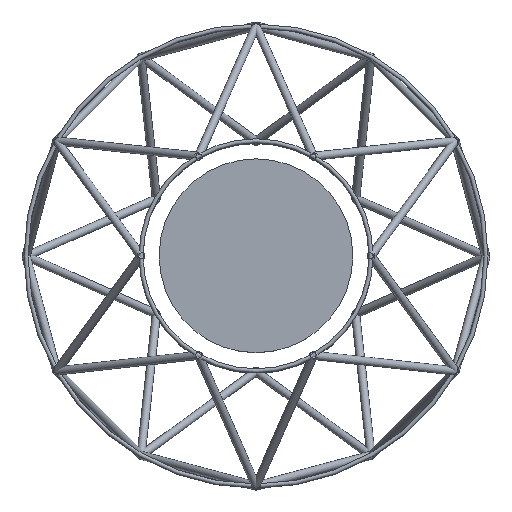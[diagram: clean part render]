
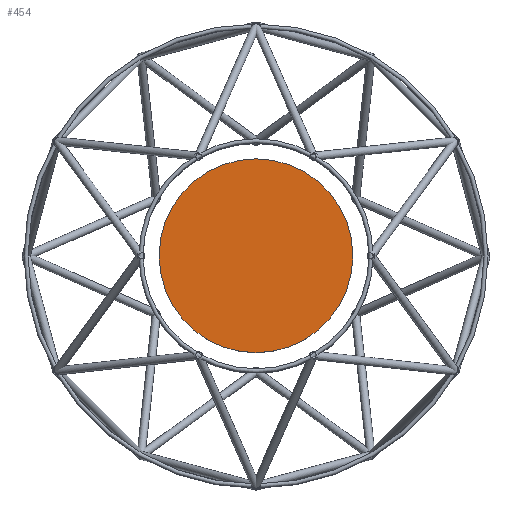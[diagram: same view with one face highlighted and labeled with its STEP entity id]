
A CAD part, top view. The second image highlights one B-rep face of the part: STEP entity #454.
In plain terms, the highlighted planar face has unit normal (0, 0, 1).
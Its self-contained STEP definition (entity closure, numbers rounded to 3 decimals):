
#265=PLANE('',#1292);
#339=FACE_OUTER_BOUND('',#720,.T.);
#454=ADVANCED_FACE('',(#339),#265,.F.);
#720=EDGE_LOOP('',(#870));
#870=ORIENTED_EDGE('',*,*,#1025,.F.);
#950=VERTEX_POINT('',#1942);
#1025=EDGE_CURVE('',#950,#950,#1100,.T.);
#1100=CIRCLE('',#1288,11.8);
#1288=AXIS2_PLACEMENT_3D('',#1941,#1666,#1667);
#1292=AXIS2_PLACEMENT_3D('',#1947,#1674,#1675);
#1666=DIRECTION('',(0.,0.,-1.));
#1667=DIRECTION('',(-1.,0.,0.));
#1674=DIRECTION('',(0.,0.,-1.));
#1675=DIRECTION('',(-1.,0.,0.));
#1941=CARTESIAN_POINT('',(0.,0.,
44.));
#1942=CARTESIAN_POINT('',(-11.8,0.,44.));
#1947=CARTESIAN_POINT('',(0.,0.,
44.));
